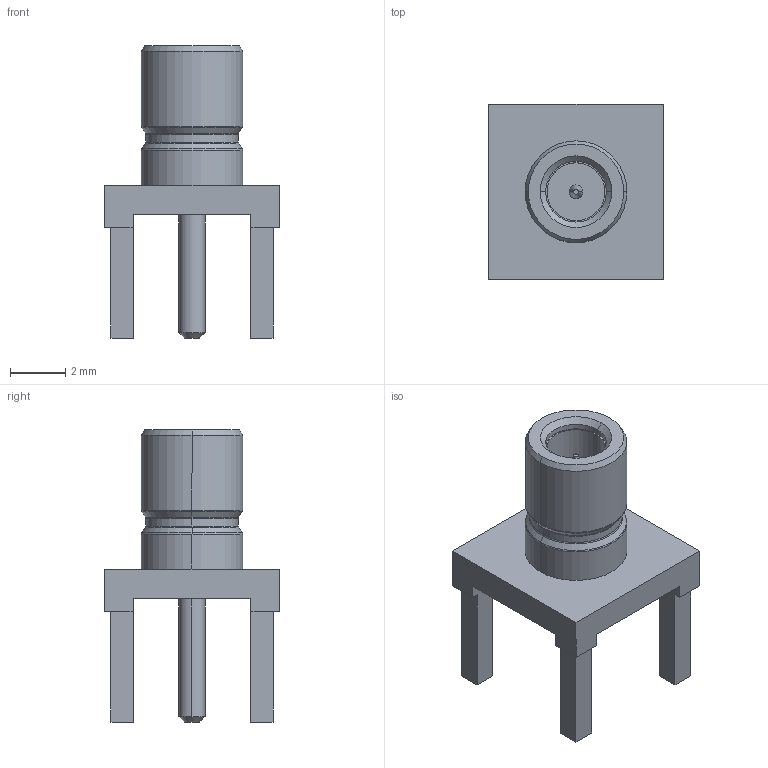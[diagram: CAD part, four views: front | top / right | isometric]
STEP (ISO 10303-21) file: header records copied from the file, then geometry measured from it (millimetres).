
FILE_DESCRIPTION (( 'STEP AP214' ), '1' );
FILE_NAME ('J01160A0311.STEP', '2012-02-01T12:12:12', ( 'markiewicz' ), ( '' ), 'SwSTEP 2.0', 'SolidWorks 2011', '' );
FILE_SCHEMA (( 'AUTOMOTIVE_DESIGN' ));
Length unit declared in the file: millimetre
Products named in the file (1): J01160A0311
Bounding box: 6.35 x 6.35 x 10.6 mm (x, y, z)
Volume: 98.7 mm3; surface area: 298.7 mm2
Topology: 1 solids, 2 shells, 90 faces, 204 edges, 128 vertices
Faces by surface type: plane 42, cylinder 26, cone 14, torus 8
Entity records: 3498 total; most frequent: DIRECTION 466, CARTESIAN_POINT 423, ORIENTED_EDGE 408, EDGE_CURVE 204, AXIS2_PLACEMENT_3D 171, VERTEX_POINT 128, LINE 124, VECTOR 124
